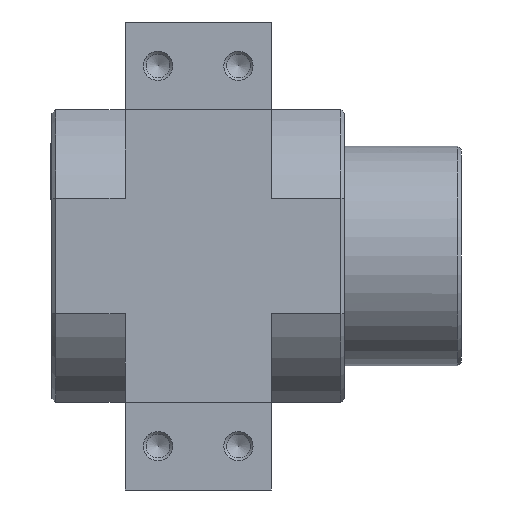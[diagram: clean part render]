
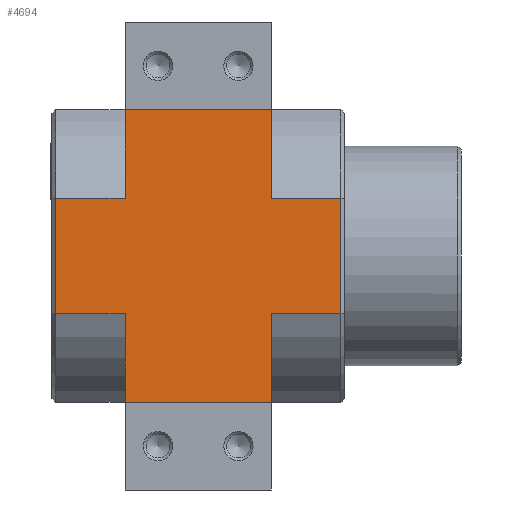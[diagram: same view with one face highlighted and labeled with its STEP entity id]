
A CAD part, left-side view. The second image highlights one B-rep face of the part: STEP entity #4694.
In plain terms, the highlighted face is planar.
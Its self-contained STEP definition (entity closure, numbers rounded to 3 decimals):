
#261=LINE('',#6863,#536);
#289=LINE('',#6925,#564);
#291=LINE('',#6929,#566);
#292=LINE('',#6932,#567);
#293=LINE('',#6934,#568);
#294=LINE('',#6936,#569);
#295=LINE('',#6937,#570);
#296=LINE('',#6939,#571);
#297=LINE('',#6941,#572);
#298=LINE('',#6943,#573);
#299=LINE('',#6945,#574);
#300=LINE('',#6946,#575);
#536=VECTOR('',#5564,1000.);
#564=VECTOR('',#5602,1000.);
#566=VECTOR('',#5606,1000.);
#567=VECTOR('',#5607,1000.);
#568=VECTOR('',#5608,1000.);
#569=VECTOR('',#5609,1000.);
#570=VECTOR('',#5610,1000.);
#571=VECTOR('',#5611,1000.);
#572=VECTOR('',#5612,1000.);
#573=VECTOR('',#5613,1000.);
#574=VECTOR('',#5614,1000.);
#575=VECTOR('',#5615,1000.);
#879=ORIENTED_EDGE('',*,*,#1910,.T.);
#880=ORIENTED_EDGE('',*,*,#1911,.F.);
#881=ORIENTED_EDGE('',*,*,#1912,.T.);
#882=ORIENTED_EDGE('',*,*,#1913,.F.);
#883=ORIENTED_EDGE('',*,*,#1908,.T.);
#884=ORIENTED_EDGE('',*,*,#1914,.T.);
#885=ORIENTED_EDGE('',*,*,#1915,.F.);
#886=ORIENTED_EDGE('',*,*,#1916,.T.);
#887=ORIENTED_EDGE('',*,*,#1917,.F.);
#888=ORIENTED_EDGE('',*,*,#1918,.T.);
#889=ORIENTED_EDGE('',*,*,#1877,.F.);
#890=ORIENTED_EDGE('',*,*,#1919,.F.);
#1877=EDGE_CURVE('',#2393,#2394,#261,.T.);
#1908=EDGE_CURVE('',#2423,#2422,#289,.T.);
#1910=EDGE_CURVE('',#2424,#2425,#291,.F.);
#1911=EDGE_CURVE('',#2426,#2425,#292,.T.);
#1912=EDGE_CURVE('',#2426,#2427,#293,.T.);
#1913=EDGE_CURVE('',#2423,#2427,#294,.T.);
#1914=EDGE_CURVE('',#2422,#2428,#295,.T.);
#1915=EDGE_CURVE('',#2429,#2428,#296,.T.);
#1916=EDGE_CURVE('',#2429,#2430,#297,.T.);
#1917=EDGE_CURVE('',#2431,#2430,#298,.F.);
#1918=EDGE_CURVE('',#2431,#2394,#299,.T.);
#1919=EDGE_CURVE('',#2424,#2393,#300,.T.);
#2393=VERTEX_POINT('',#6862);
#2394=VERTEX_POINT('',#6864);
#2422=VERTEX_POINT('',#6924);
#2423=VERTEX_POINT('',#6926);
#2424=VERTEX_POINT('',#6930);
#2425=VERTEX_POINT('',#6931);
#2426=VERTEX_POINT('',#6933);
#2427=VERTEX_POINT('',#6935);
#2428=VERTEX_POINT('',#6938);
#2429=VERTEX_POINT('',#6940);
#2430=VERTEX_POINT('',#6942);
#2431=VERTEX_POINT('',#6944);
#2943=EDGE_LOOP('',(#879,#880,#881,#882,#883,#884,#885,#886,#887,#888,#889,
#890));
#3333=FACE_BOUND('',#2943,.T.);
#3716=PLANE('',#5013);
#4694=ADVANCED_FACE('',(#3333),#3716,.F.);
#5013=AXIS2_PLACEMENT_3D('',#6928,#5604,#5605);
#5564=DIRECTION('',(0.,-1.,0.));
#5602=DIRECTION('',(0.,-1.,0.));
#5604=DIRECTION('',(0.,0.,1.));
#5605=DIRECTION('',(1.,0.,0.));
#5606=DIRECTION('',(0.,-1.,0.));
#5607=DIRECTION('',(-1.,0.,0.));
#5608=DIRECTION('',(0.,-1.,0.));
#5609=DIRECTION('',(-1.,0.,0.));
#5610=DIRECTION('',(-1.,0.,0.));
#5611=DIRECTION('',(0.,1.,0.));
#5612=DIRECTION('',(-1.,0.,0.));
#5613=DIRECTION('',(0.,1.,0.));
#5614=DIRECTION('',(-1.,0.,0.));
#5615=DIRECTION('',(-1.,0.,0.));
#6862=CARTESIAN_POINT('',(-20.,10.,-20.));
#6863=CARTESIAN_POINT('',(-20.,20.,-20.));
#6864=CARTESIAN_POINT('',(-20.,-10.,-20.));
#6924=CARTESIAN_POINT('',(20.,-10.,-20.));
#6925=CARTESIAN_POINT('',(20.,20.,-20.));
#6926=CARTESIAN_POINT('',(20.,10.,-20.));
#6928=CARTESIAN_POINT('',(20.,20.,-20.));
#6929=CARTESIAN_POINT('',(-7.89,30.,-20.));
#6930=CARTESIAN_POINT('',(-7.89,10.,-20.));
#6931=CARTESIAN_POINT('',(-7.89,19.5,-20.));
#6932=CARTESIAN_POINT('',(20.,19.5,-20.));
#6933=CARTESIAN_POINT('',(7.89,19.5,-20.));
#6934=CARTESIAN_POINT('',(7.89,30.,-20.));
#6935=CARTESIAN_POINT('',(7.89,10.,-20.));
#6936=CARTESIAN_POINT('',(20.,10.,-20.));
#6937=CARTESIAN_POINT('',(20.,-10.,-20.));
#6938=CARTESIAN_POINT('',(7.89,-10.,-20.));
#6939=CARTESIAN_POINT('',(7.89,-30.,-20.));
#6940=CARTESIAN_POINT('',(7.89,-19.5,-20.));
#6941=CARTESIAN_POINT('',(20.,-19.5,-20.));
#6942=CARTESIAN_POINT('',(-7.89,-19.5,-20.));
#6943=CARTESIAN_POINT('',(-7.89,-30.,-20.));
#6944=CARTESIAN_POINT('',(-7.89,-10.,-20.));
#6945=CARTESIAN_POINT('',(20.,-10.,-20.));
#6946=CARTESIAN_POINT('',(20.,10.,-20.));
